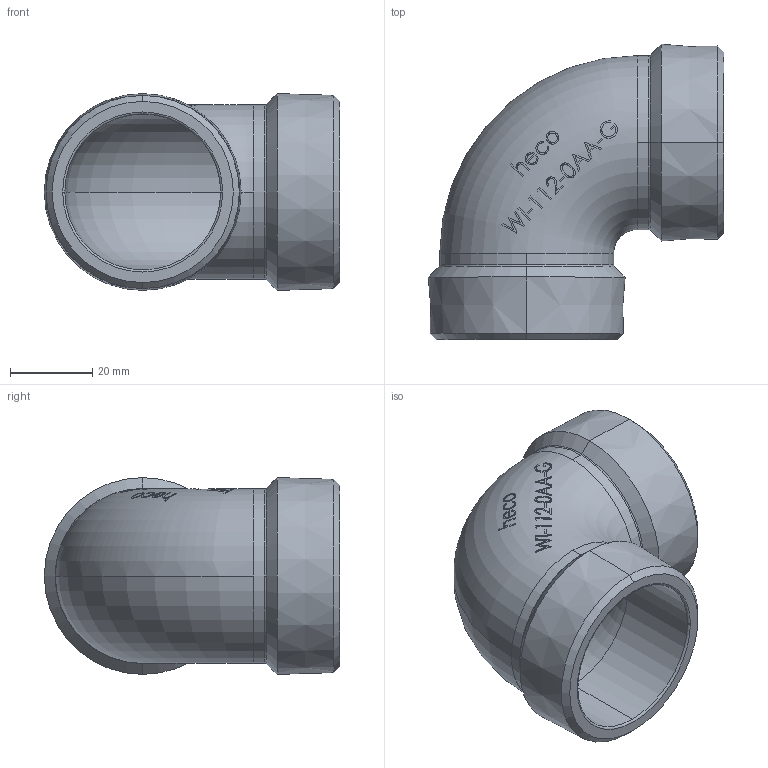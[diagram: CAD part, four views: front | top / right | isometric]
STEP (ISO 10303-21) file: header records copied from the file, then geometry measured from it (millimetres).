
FILE_DESCRIPTION (( 'STEP AP214' ), '1' );
FILE_NAME ('WI-112-0AA-G Winkel.STEP', '2018-06-12T13:08:58', ( '' ), ( '' ), 'SwSTEP 2.0', 'SolidWorks 2016', '' );
FILE_SCHEMA (( 'AUTOMOTIVE_DESIGN' ));
Length unit declared in the file: millimetre
Products named in the file (1): WI-112-0AA-G Winkel
Bounding box: 71.98 x 71.98 x 47.96 mm (x, y, z)
Volume: 35132.5 mm3; surface area: 23090.6 mm2
Topology: 1 solids, 1 shells, 200 faces, 517 edges, 340 vertices
Faces by surface type: plane 88, bspline 59, torus 33, cone 12, cylinder 8
Entity records: 10979 total; most frequent: CARTESIAN_POINT 4974, ORIENTED_EDGE 1034, DIRECTION 573, EDGE_CURVE 517, VERTEX_POINT 340, B_SPLINE_CURVE_WITH_KNOTS 290, EDGE_LOOP 223, AXIS2_PLACEMENT_3D 204
